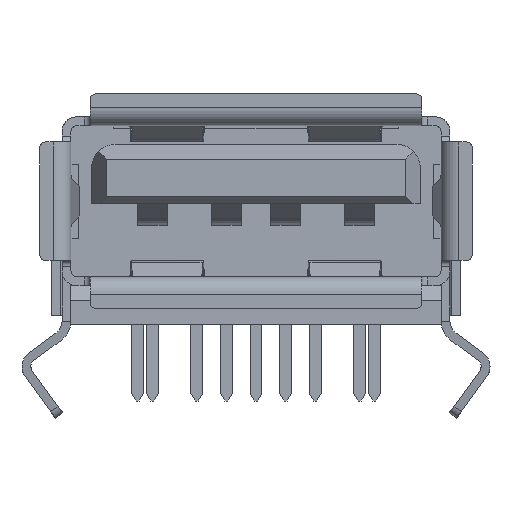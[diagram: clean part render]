
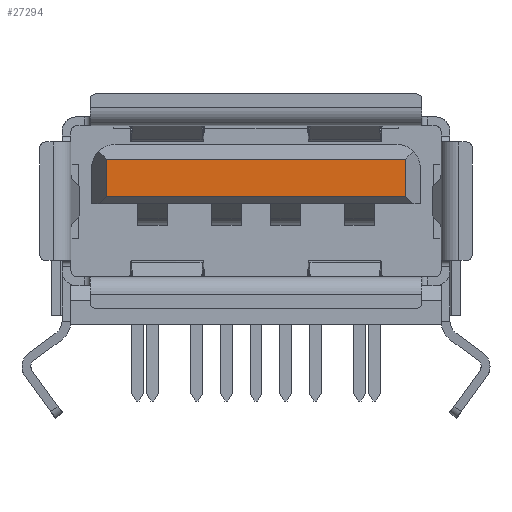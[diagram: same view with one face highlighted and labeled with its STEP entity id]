
A CAD part, front view. The second image highlights one B-rep face of the part: STEP entity #27294.
In plain terms, the highlighted planar face has unit normal (0, -1, 0).
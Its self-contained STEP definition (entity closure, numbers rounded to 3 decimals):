
#1361 = VECTOR ( 'NONE', #6996, 1000. ) ;
#1866 = VERTEX_POINT ( 'NONE', #16496 ) ;
#2210 = DIRECTION ( 'NONE',  ( 0., 0., -1. ) ) ;
#3277 = ORIENTED_EDGE ( 'NONE', *, *, #32919, .F. ) ;
#4926 = CARTESIAN_POINT ( 'NONE',  ( 5.05, -8.05, 0.168 ) ) ;
#6996 = DIRECTION ( 'NONE',  ( 1., 0., 0. ) ) ;
#7085 = VERTEX_POINT ( 'NONE', #31400 ) ;
#7434 = CARTESIAN_POINT ( 'NONE',  ( 5.05, -8.05, 0. ) ) ;
#8069 = DIRECTION ( 'NONE',  ( 1., 0., 0. ) ) ;
#8982 = CARTESIAN_POINT ( 'NONE',  ( -5.05, -8.05, 0. ) ) ;
#9366 = PLANE ( 'NONE',  #26817 ) ;
#9694 = LINE ( 'NONE', #21160, #34888 ) ;
#10077 = EDGE_CURVE ( 'NONE', #12178, #7085, #9694, .T. ) ;
#12098 = FACE_OUTER_BOUND ( 'NONE', #22548, .T. ) ;
#12178 = VERTEX_POINT ( 'NONE', #4926 ) ;
#13045 = VERTEX_POINT ( 'NONE', #27458 ) ;
#14072 = ORIENTED_EDGE ( 'NONE', *, *, #21703, .F. ) ;
#14637 = LINE ( 'NONE', #8982, #30386 ) ;
#15597 = EDGE_CURVE ( 'NONE', #7085, #1866, #14637, .T. ) ;
#16496 = CARTESIAN_POINT ( 'NONE',  ( -5.05, -8.05, 1.418 ) ) ;
#20131 = VECTOR ( 'NONE', #2210, 1000. ) ;
#20480 = CARTESIAN_POINT ( 'NONE',  ( 0., -8.05, 1.418 ) ) ;
#21160 = CARTESIAN_POINT ( 'NONE',  ( 0., -8.05, 0.168 ) ) ;
#21703 = EDGE_CURVE ( 'NONE', #1866, #13045, #34826, .T. ) ;
#22383 = ORIENTED_EDGE ( 'NONE', *, *, #10077, .F. ) ;
#22548 = EDGE_LOOP ( 'NONE', ( #3277, #14072, #23093, #22383 ) ) ;
#23093 = ORIENTED_EDGE ( 'NONE', *, *, #15597, .F. ) ;
#23563 = CARTESIAN_POINT ( 'NONE',  ( 0., -8.05, 0. ) ) ;
#26817 = AXIS2_PLACEMENT_3D ( 'NONE', #23563, #31943, #8069 ) ;
#27294 = ADVANCED_FACE ( 'NONE', ( #12098 ), #9366, .T. ) ;
#27458 = CARTESIAN_POINT ( 'NONE',  ( 5.05, -8.05, 1.418 ) ) ;
#28628 = DIRECTION ( 'NONE',  ( 0., 0., 1. ) ) ;
#30386 = VECTOR ( 'NONE', #28628, 1000. ) ;
#31400 = CARTESIAN_POINT ( 'NONE',  ( -5.05, -8.05, 0.168 ) ) ;
#31943 = DIRECTION ( 'NONE',  ( 0., -1., 0. ) ) ;
#32919 = EDGE_CURVE ( 'NONE', #13045, #12178, #35465, .T. ) ;
#34626 = DIRECTION ( 'NONE',  ( -1., 0., 0. ) ) ;
#34826 = LINE ( 'NONE', #20480, #1361 ) ;
#34888 = VECTOR ( 'NONE', #34626, 1000. ) ;
#35465 = LINE ( 'NONE', #7434, #20131 ) ;
